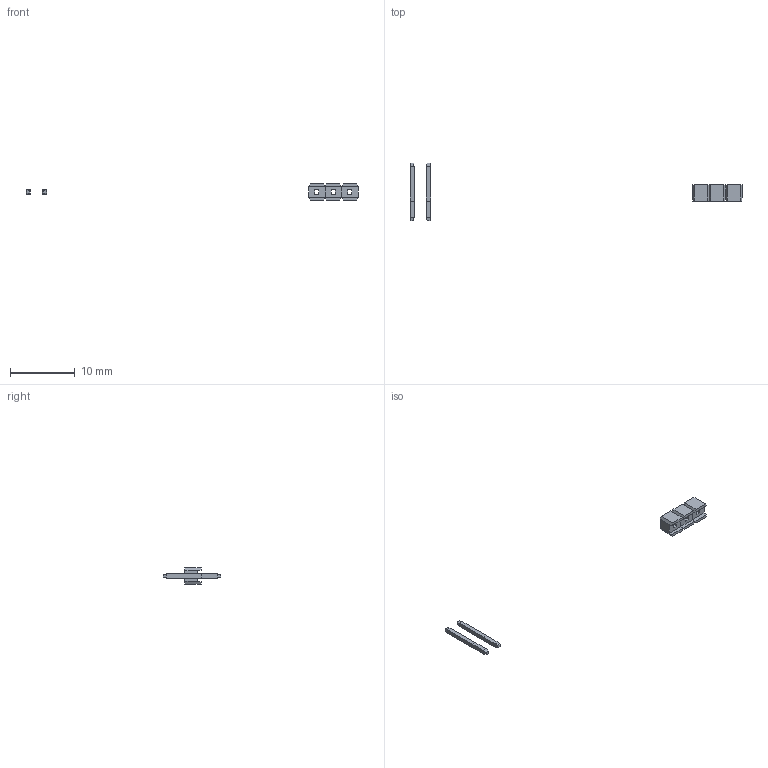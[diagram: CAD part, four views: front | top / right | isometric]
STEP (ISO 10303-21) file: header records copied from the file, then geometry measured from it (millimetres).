
FILE_DESCRIPTION (( 'STEP AP214' ), '1' );
FILE_NAME ('PRPC003SAAN-RC.STEP', '2024-12-05T23:27:37', ( '' ), ( '' ), 'SwSTEP 2.0', 'SolidWorks 2021', '' );
FILE_SCHEMA (( 'AUTOMOTIVE_DESIGN' ));
Length unit declared in the file: millimetre
Products named in the file (3): Pin - Gold_AA; PRPC003SAAN-RC; PREC001SAAN-RC_C03
Assembly tree (3 placements, depth 2):
  PRPC003SAAN-RC
    PREC001SAAN-RC_C03
    Pin - Gold_AA  x2
Bounding box: 51.12 x 8.89 x 2.54 mm (x, y, z)
Volume: 44.2 mm3; surface area: 170.2 mm2
Topology: 7 solids, 7 shells, 94 faces, 224 edges, 144 vertices
Faces by surface type: plane 94
Entity records: 2301 total; most frequent: CARTESIAN_POINT 384, ORIENTED_EDGE 368, DIRECTION 344, EDGE_CURVE 184, LINE 184, VECTOR 184, VERTEX_POINT 120, AXIS2_PLACEMENT_3D 80
